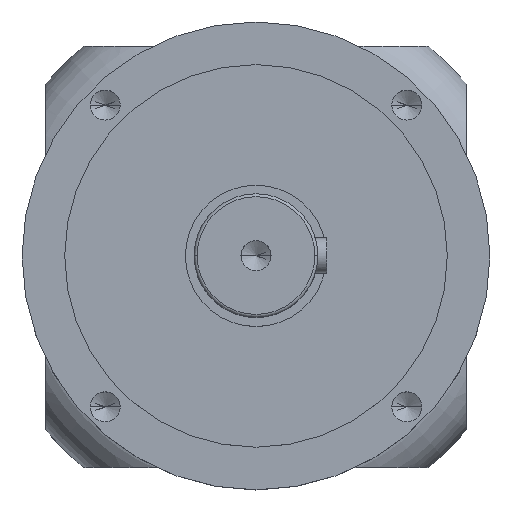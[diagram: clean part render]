
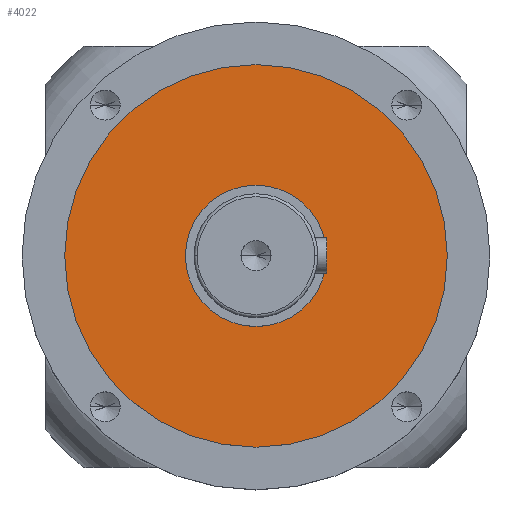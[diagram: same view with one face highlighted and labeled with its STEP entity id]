
A CAD part, top view. The second image highlights one B-rep face of the part: STEP entity #4022.
In plain terms, the highlighted planar face has unit normal (0, 0, 1).
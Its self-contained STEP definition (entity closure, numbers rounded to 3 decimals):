
#423 = AXIS2_PLACEMENT_3D ( 'NONE', #4145, #4272, #3619 ) ;
#617 = ORIENTED_EDGE ( 'NONE', *, *, #4584, .F. ) ;
#755 = CIRCLE ( 'NONE', #423, 24. ) ;
#915 = CARTESIAN_POINT ( 'NONE',  ( 0., 0., -70. ) ) ;
#1048 = FACE_OUTER_BOUND ( 'NONE', #3178, .T. ) ;
#1489 = DIRECTION ( 'NONE',  ( 1., 0., 0. ) ) ;
#1651 = CARTESIAN_POINT ( 'NONE',  ( 0., 65., -70. ) ) ;
#1674 = DIRECTION ( 'NONE',  ( 1., 0., 0. ) ) ;
#1689 = CARTESIAN_POINT ( 'NONE',  ( 0., 0., -70. ) ) ;
#2062 = CARTESIAN_POINT ( 'NONE',  ( 65., 0., -70. ) ) ;
#2284 = DIRECTION ( 'NONE',  ( 0., 0., 1. ) ) ;
#2363 = AXIS2_PLACEMENT_3D ( 'NONE', #1651, #6408, #8584 ) ;
#3013 = DIRECTION ( 'NONE',  ( 0., 0., 1. ) ) ;
#3136 = CARTESIAN_POINT ( 'NONE',  ( -24., 0., -70. ) ) ;
#3178 = EDGE_LOOP ( 'NONE', ( #4416, #5182 ) ) ;
#3336 = EDGE_CURVE ( 'NONE', #5143, #4997, #4446, .T. ) ;
#3423 = FACE_BOUND ( 'NONE', #8881, .T. ) ;
#3619 = DIRECTION ( 'NONE',  ( 1., 0., 0. ) ) ;
#4022 = ADVANCED_FACE ( 'NONE', ( #3423, #1048 ), #8687, .F. ) ;
#4145 = CARTESIAN_POINT ( 'NONE',  ( 0., 0., -70. ) ) ;
#4272 = DIRECTION ( 'NONE',  ( 0., 0., 1. ) ) ;
#4416 = ORIENTED_EDGE ( 'NONE', *, *, #6089, .T. ) ;
#4446 = CIRCLE ( 'NONE', #9307, 24. ) ;
#4584 = EDGE_CURVE ( 'NONE', #4997, #5143, #755, .T. ) ;
#4997 = VERTEX_POINT ( 'NONE', #6212 ) ;
#5143 = VERTEX_POINT ( 'NONE', #3136 ) ;
#5164 = CIRCLE ( 'NONE', #6941, 65. ) ;
#5182 = ORIENTED_EDGE ( 'NONE', *, *, #8118, .T. ) ;
#6089 = EDGE_CURVE ( 'NONE', #7868, #6527, #6642, .T. ) ;
#6206 = DIRECTION ( 'NONE',  ( 0., 0., 1. ) ) ;
#6212 = CARTESIAN_POINT ( 'NONE',  ( 24., 0., -70. ) ) ;
#6408 = DIRECTION ( 'NONE',  ( 0., 0., -1. ) ) ;
#6527 = VERTEX_POINT ( 'NONE', #8357 ) ;
#6642 = CIRCLE ( 'NONE', #7092, 65. ) ;
#6786 = CARTESIAN_POINT ( 'NONE',  ( 0., 0., -70. ) ) ;
#6941 = AXIS2_PLACEMENT_3D ( 'NONE', #915, #6206, #1674 ) ;
#7092 = AXIS2_PLACEMENT_3D ( 'NONE', #6786, #2284, #7538 ) ;
#7538 = DIRECTION ( 'NONE',  ( 1., 0., 0. ) ) ;
#7868 = VERTEX_POINT ( 'NONE', #2062 ) ;
#7960 = ORIENTED_EDGE ( 'NONE', *, *, #3336, .F. ) ;
#8118 = EDGE_CURVE ( 'NONE', #6527, #7868, #5164, .T. ) ;
#8357 = CARTESIAN_POINT ( 'NONE',  ( -65., 0., -70. ) ) ;
#8584 = DIRECTION ( 'NONE',  ( -1., 0., 0. ) ) ;
#8687 = PLANE ( 'NONE',  #2363 ) ;
#8881 = EDGE_LOOP ( 'NONE', ( #617, #7960 ) ) ;
#9307 = AXIS2_PLACEMENT_3D ( 'NONE', #1689, #3013, #1489 ) ;
